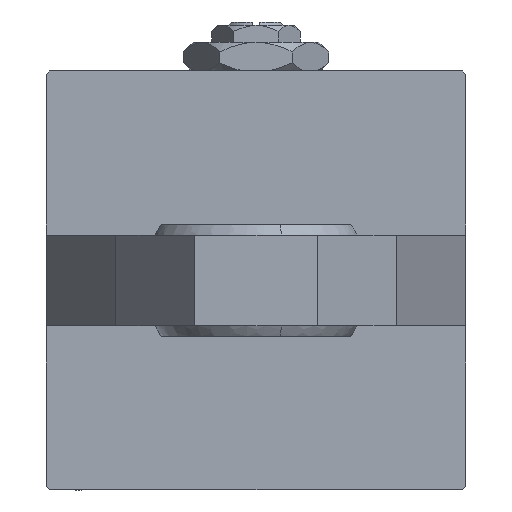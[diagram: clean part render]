
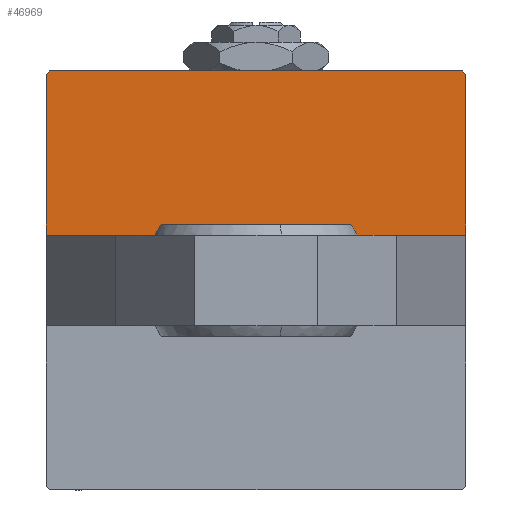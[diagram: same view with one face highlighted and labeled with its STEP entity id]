
A CAD part, left-side view. The second image highlights one B-rep face of the part: STEP entity #46969.
In plain terms, the highlighted planar face has unit normal (-1, 0, 0).
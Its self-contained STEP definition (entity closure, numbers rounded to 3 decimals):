
#1270 = CARTESIAN_POINT ( 'NONE',  ( 0., 30., -29.5 ) ) ;
#1481 = CARTESIAN_POINT ( 'NONE',  ( 0., 30., 30. ) ) ;
#1487 = LINE ( 'NONE', #49136, #13090 ) ;
#4017 = VERTEX_POINT ( 'NONE', #17266 ) ;
#4681 = DIRECTION ( 'NONE',  ( 0., -0.707, -0.707 ) ) ;
#5685 = DIRECTION ( 'NONE',  ( 0., 0., -1. ) ) ;
#8486 = VERTEX_POINT ( 'NONE', #29574 ) ;
#8626 = LINE ( 'NONE', #13616, #49431 ) ;
#9207 = FACE_OUTER_BOUND ( 'NONE', #48285, .T. ) ;
#9281 = VERTEX_POINT ( 'NONE', #9980 ) ;
#9980 = CARTESIAN_POINT ( 'NONE',  ( 0., 29.5, -30. ) ) ;
#10373 = EDGE_CURVE ( 'NONE', #26359, #9281, #8626, .T. ) ;
#12378 = DIRECTION ( 'NONE',  ( 0., 0., -1. ) ) ;
#12583 = CARTESIAN_POINT ( 'NONE',  ( 0., 29.75, 29.75 ) ) ;
#12950 = VECTOR ( 'NONE', #12378, 1000. ) ;
#13078 = LINE ( 'NONE', #1481, #39069 ) ;
#13090 = VECTOR ( 'NONE', #29130, 1000. ) ;
#13343 = AXIS2_PLACEMENT_3D ( 'NONE', #45789, #29466, #45005 ) ;
#13595 = CARTESIAN_POINT ( 'NONE',  ( 0., 6.5, 30. ) ) ;
#13616 = CARTESIAN_POINT ( 'NONE',  ( 0., 29.75, -29.75 ) ) ;
#16547 = CARTESIAN_POINT ( 'NONE',  ( 0., 30., -30. ) ) ;
#16844 = PLANE ( 'NONE',  #13343 ) ;
#17266 = CARTESIAN_POINT ( 'NONE',  ( 0., 30., 29.5 ) ) ;
#20500 = LINE ( 'NONE', #16547, #26083 ) ;
#20527 = CARTESIAN_POINT ( 'NONE',  ( 0., 6.5, 30. ) ) ;
#21051 = EDGE_CURVE ( 'NONE', #9281, #24728, #20500, .T. ) ;
#23538 = VERTEX_POINT ( 'NONE', #13595 ) ;
#24728 = VERTEX_POINT ( 'NONE', #40086 ) ;
#26083 = VECTOR ( 'NONE', #28921, 1000. ) ;
#26359 = VERTEX_POINT ( 'NONE', #1270 ) ;
#26731 = ORIENTED_EDGE ( 'NONE', *, *, #10373, .T. ) ;
#27995 = EDGE_CURVE ( 'NONE', #23538, #24728, #33408, .T. ) ;
#28103 = DIRECTION ( 'NONE',  ( 0., 0.707, -0.707 ) ) ;
#28921 = DIRECTION ( 'NONE',  ( 0., -1., 0. ) ) ;
#29130 = DIRECTION ( 'NONE',  ( 0., -1., 0. ) ) ;
#29466 = DIRECTION ( 'NONE',  ( -1., 0., 0. ) ) ;
#29574 = CARTESIAN_POINT ( 'NONE',  ( 0., 29.5, 30. ) ) ;
#29757 = ORIENTED_EDGE ( 'NONE', *, *, #21051, .T. ) ;
#31506 = EDGE_CURVE ( 'NONE', #4017, #26359, #13078, .T. ) ;
#31672 = VECTOR ( 'NONE', #28103, 1000. ) ;
#33408 = LINE ( 'NONE', #20527, #12950 ) ;
#35768 = EDGE_CURVE ( 'NONE', #8486, #23538, #1487, .T. ) ;
#35870 = ORIENTED_EDGE ( 'NONE', *, *, #31506, .T. ) ;
#36764 = LINE ( 'NONE', #12583, #31672 ) ;
#39069 = VECTOR ( 'NONE', #5685, 1000. ) ;
#40086 = CARTESIAN_POINT ( 'NONE',  ( 0., 6.5, -30. ) ) ;
#40504 = ORIENTED_EDGE ( 'NONE', *, *, #35768, .F. ) ;
#42773 = EDGE_CURVE ( 'NONE', #8486, #4017, #36764, .T. ) ;
#45005 = DIRECTION ( 'NONE',  ( 0., 0., 1. ) ) ;
#45789 = CARTESIAN_POINT ( 'NONE',  ( 0., 0., 0. ) ) ;
#46969 = ADVANCED_FACE ( 'NONE', ( #9207 ), #16844, .T. ) ;
#48285 = EDGE_LOOP ( 'NONE', ( #50838, #40504, #52092, #35870, #26731, #29757 ) ) ;
#49136 = CARTESIAN_POINT ( 'NONE',  ( 0., 30., 30. ) ) ;
#49431 = VECTOR ( 'NONE', #4681, 1000. ) ;
#50838 = ORIENTED_EDGE ( 'NONE', *, *, #27995, .F. ) ;
#52092 = ORIENTED_EDGE ( 'NONE', *, *, #42773, .T. ) ;
